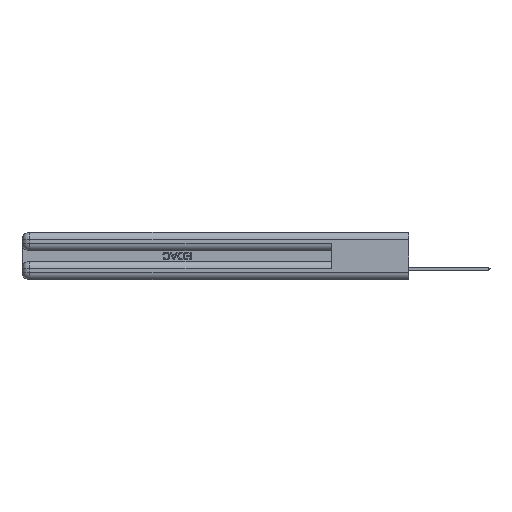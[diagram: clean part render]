
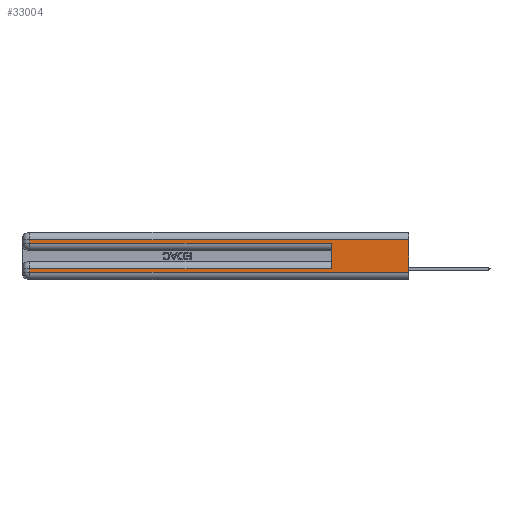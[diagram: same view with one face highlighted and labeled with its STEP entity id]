
A CAD part, left-side view. The second image highlights one B-rep face of the part: STEP entity #33004.
In plain terms, the highlighted planar face has unit normal (-1, 0, 0).
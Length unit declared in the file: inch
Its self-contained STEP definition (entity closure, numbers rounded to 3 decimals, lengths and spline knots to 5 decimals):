
#173 = DIRECTION ( 'NONE',  ( 0., 0., -1. ) ) ;
#1145 = LINE ( 'NONE', #36482, #3251 ) ;
#1252 = VECTOR ( 'NONE', #43815, 39.37008 ) ;
#1316 = EDGE_CURVE ( 'NONE', #12166, #18496, #7669, .T. ) ;
#3113 = PLANE ( 'NONE',  #16889 ) ;
#3251 = VECTOR ( 'NONE', #45491, 39.37008 ) ;
#3651 = CARTESIAN_POINT ( 'NONE',  ( 0., 0.6, 0.085 ) ) ;
#5030 = VECTOR ( 'NONE', #11083, 39.37008 ) ;
#5481 = EDGE_CURVE ( 'NONE', #31719, #35547, #50944, .T. ) ;
#5989 = CARTESIAN_POINT ( 'NONE',  ( 0., 2.94, 0.31 ) ) ;
#7669 = LINE ( 'NONE', #34659, #51696 ) ;
#8135 = CARTESIAN_POINT ( 'NONE',  ( 0., 0., 0.31 ) ) ;
#8619 = CARTESIAN_POINT ( 'NONE',  ( 0., 0., 0.06 ) ) ;
#9773 = CARTESIAN_POINT ( 'NONE',  ( 0., 2.94, 0.37 ) ) ;
#11083 = DIRECTION ( 'NONE',  ( 0., 1., 0. ) ) ;
#11498 = CARTESIAN_POINT ( 'NONE',  ( 0., 0., 0.37 ) ) ;
#11678 = CARTESIAN_POINT ( 'NONE',  ( 0., 0., 0.37 ) ) ;
#12166 = VERTEX_POINT ( 'NONE', #36095 ) ;
#12445 = DIRECTION ( 'NONE',  ( 0., -1., 0. ) ) ;
#15797 = DIRECTION ( 'NONE',  ( 1., 0., 0. ) ) ;
#16115 = CARTESIAN_POINT ( 'NONE',  ( 0., 2.94, 0.06 ) ) ;
#16889 = AXIS2_PLACEMENT_3D ( 'NONE', #11498, #15797, #24407 ) ;
#18215 = EDGE_CURVE ( 'NONE', #31719, #39914, #51140, .T. ) ;
#18496 = VERTEX_POINT ( 'NONE', #24270 ) ;
#19596 = DIRECTION ( 'NONE',  ( 0., 1., 0. ) ) ;
#21240 = VERTEX_POINT ( 'NONE', #16115 ) ;
#22470 = EDGE_CURVE ( 'NONE', #45849, #18496, #1145, .T. ) ;
#23251 = ORIENTED_EDGE ( 'NONE', *, *, #22470, .F. ) ;
#23755 = FACE_OUTER_BOUND ( 'NONE', #36451, .T. ) ;
#24270 = CARTESIAN_POINT ( 'NONE',  ( 0., 0.6, 0.285 ) ) ;
#24407 = DIRECTION ( 'NONE',  ( 0., 0., -1. ) ) ;
#25958 = CARTESIAN_POINT ( 'NONE',  ( 0., 2.94, 0.37 ) ) ;
#27311 = EDGE_CURVE ( 'NONE', #39914, #12166, #52078, .T. ) ;
#28134 = ORIENTED_EDGE ( 'NONE', *, *, #1316, .T. ) ;
#28484 = DIRECTION ( 'NONE',  ( 0., 0., -1. ) ) ;
#29578 = VECTOR ( 'NONE', #12445, 39.37008 ) ;
#29841 = ORIENTED_EDGE ( 'NONE', *, *, #44621, .T. ) ;
#31719 = VERTEX_POINT ( 'NONE', #8135 ) ;
#32080 = CARTESIAN_POINT ( 'NONE',  ( 0., 0., 0.085 ) ) ;
#33004 = ADVANCED_FACE ( 'NONE', ( #23755 ), #3113, .F. ) ;
#33331 = LINE ( 'NONE', #25958, #39945 ) ;
#34659 = CARTESIAN_POINT ( 'NONE',  ( 0., 0., 0.285 ) ) ;
#35118 = ORIENTED_EDGE ( 'NONE', *, *, #36704, .T. ) ;
#35303 = LINE ( 'NONE', #32080, #40033 ) ;
#35523 = VECTOR ( 'NONE', #28484, 39.37008 ) ;
#35547 = VERTEX_POINT ( 'NONE', #8619 ) ;
#36095 = CARTESIAN_POINT ( 'NONE',  ( 0., 2.94, 0.285 ) ) ;
#36451 = EDGE_LOOP ( 'NONE', ( #46611, #43901, #49800, #28134, #23251, #35118, #29841, #41518 ) ) ;
#36482 = CARTESIAN_POINT ( 'NONE',  ( 0., 0.6, 0.145 ) ) ;
#36704 = EDGE_CURVE ( 'NONE', #45849, #42452, #35303, .T. ) ;
#39104 = CARTESIAN_POINT ( 'NONE',  ( 0., 2.94, 0.085 ) ) ;
#39914 = VERTEX_POINT ( 'NONE', #5989 ) ;
#39945 = VECTOR ( 'NONE', #173, 39.37008 ) ;
#40033 = VECTOR ( 'NONE', #19596, 39.37008 ) ;
#41518 = ORIENTED_EDGE ( 'NONE', *, *, #42223, .T. ) ;
#42223 = EDGE_CURVE ( 'NONE', #21240, #35547, #51561, .T. ) ;
#42373 = CARTESIAN_POINT ( 'NONE',  ( 0., 0., 0.06 ) ) ;
#42452 = VERTEX_POINT ( 'NONE', #39104 ) ;
#43815 = DIRECTION ( 'NONE',  ( 0., 0., -1. ) ) ;
#43901 = ORIENTED_EDGE ( 'NONE', *, *, #18215, .T. ) ;
#44621 = EDGE_CURVE ( 'NONE', #42452, #21240, #33331, .T. ) ;
#45491 = DIRECTION ( 'NONE',  ( 0., 0., 1. ) ) ;
#45849 = VERTEX_POINT ( 'NONE', #3651 ) ;
#46611 = ORIENTED_EDGE ( 'NONE', *, *, #5481, .F. ) ;
#47369 = DIRECTION ( 'NONE',  ( 0., -1., 0. ) ) ;
#49800 = ORIENTED_EDGE ( 'NONE', *, *, #27311, .T. ) ;
#50136 = CARTESIAN_POINT ( 'NONE',  ( 0., 0., 0.31 ) ) ;
#50944 = LINE ( 'NONE', #11678, #35523 ) ;
#51140 = LINE ( 'NONE', #50136, #5030 ) ;
#51561 = LINE ( 'NONE', #42373, #29578 ) ;
#51696 = VECTOR ( 'NONE', #47369, 39.37008 ) ;
#52078 = LINE ( 'NONE', #9773, #1252 ) ;
